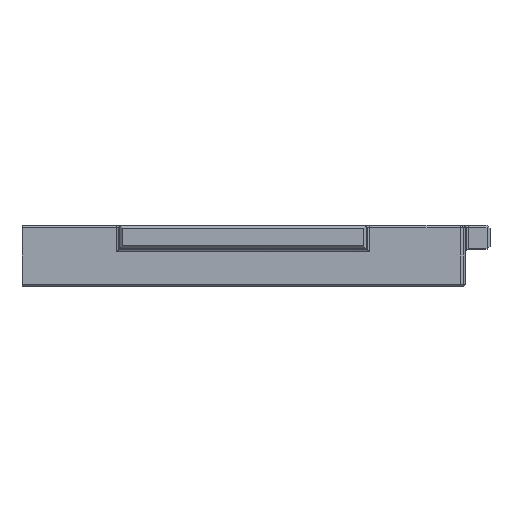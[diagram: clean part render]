
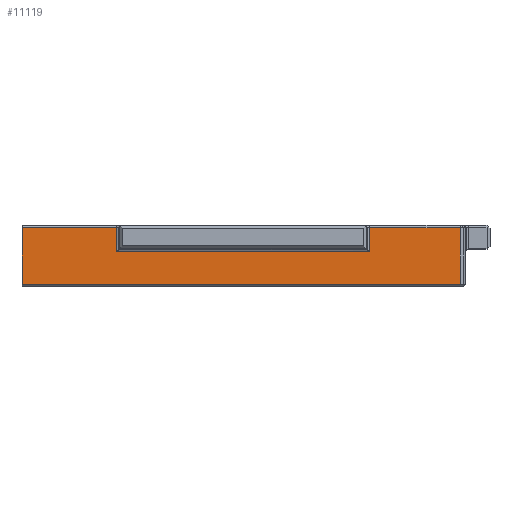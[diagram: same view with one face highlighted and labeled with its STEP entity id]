
A CAD part, top view. The second image highlights one B-rep face of the part: STEP entity #11119.
In plain terms, the highlighted planar face has unit normal (0, 0, 1).
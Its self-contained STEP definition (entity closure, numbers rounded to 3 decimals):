
#15 = DIRECTION ( 'NONE',  ( 1., 0., 0. ) ) ;
#42 = LINE ( 'NONE', #10254, #12870 ) ;
#188 = EDGE_CURVE ( 'NONE', #8359, #4179, #11477, .T. ) ;
#1456 = VERTEX_POINT ( 'NONE', #4980 ) ;
#1746 = EDGE_CURVE ( 'NONE', #7844, #15749, #8387, .T. ) ;
#1765 = LINE ( 'NONE', #2696, #16349 ) ;
#1882 = CARTESIAN_POINT ( 'NONE',  ( 100.3, 8., 59.8 ) ) ;
#2083 = ORIENTED_EDGE ( 'NONE', *, *, #11273, .F. ) ;
#2187 = CARTESIAN_POINT ( 'NONE',  ( 119.4, 14.6, 59.8 ) ) ;
#2480 = CARTESIAN_POINT ( 'NONE',  ( 170.6, 14.6, 59.8 ) ) ;
#2572 = LINE ( 'NONE', #7676, #14616 ) ;
#2696 = CARTESIAN_POINT ( 'NONE',  ( 167.525, 8., 59.8 ) ) ;
#3121 = VECTOR ( 'NONE', #10240, 1000. ) ;
#3262 = AXIS2_PLACEMENT_3D ( 'NONE', #6374, #11468, #15 ) ;
#3413 = DIRECTION ( 'NONE',  ( 0., -1., 0. ) ) ;
#3532 = DIRECTION ( 'NONE',  ( 0., -1., 0. ) ) ;
#4179 = VERTEX_POINT ( 'NONE', #10549 ) ;
#4515 = EDGE_LOOP ( 'NONE', ( #12369, #2083, #15207, #12412, #12164, #6141, #5791, #10558 ) ) ;
#4609 = CARTESIAN_POINT ( 'NONE',  ( 119.4, 22.6, 59.8 ) ) ;
#4980 = CARTESIAN_POINT ( 'NONE',  ( 189., 19.5, 59.8 ) ) ;
#5126 = LINE ( 'NONE', #8905, #3121 ) ;
#5134 = CARTESIAN_POINT ( 'NONE',  ( 180., 19.5, 59.8 ) ) ;
#5510 = CARTESIAN_POINT ( 'NONE',  ( 100.3, 19.5, 59.8 ) ) ;
#5791 = ORIENTED_EDGE ( 'NONE', *, *, #1746, .F. ) ;
#6141 = ORIENTED_EDGE ( 'NONE', *, *, #14135, .F. ) ;
#6374 = CARTESIAN_POINT ( 'NONE',  ( -79.7, 27.6, 59.8 ) ) ;
#6842 = VERTEX_POINT ( 'NONE', #9945 ) ;
#6871 = DIRECTION ( 'NONE',  ( -1., 0., 0. ) ) ;
#7271 = CARTESIAN_POINT ( 'NONE',  ( 119.4, 19.5, 59.8 ) ) ;
#7487 = LINE ( 'NONE', #5134, #9431 ) ;
#7676 = CARTESIAN_POINT ( 'NONE',  ( 189., 27.6, 59.8 ) ) ;
#7745 = VERTEX_POINT ( 'NONE', #5510 ) ;
#7844 = VERTEX_POINT ( 'NONE', #7271 ) ;
#8359 = VERTEX_POINT ( 'NONE', #2480 ) ;
#8363 = VECTOR ( 'NONE', #3413, 1000. ) ;
#8387 = LINE ( 'NONE', #4609, #13391 ) ;
#8825 = DIRECTION ( 'NONE',  ( 1., 0., 0. ) ) ;
#8868 = EDGE_CURVE ( 'NONE', #7745, #7844, #5126, .T. ) ;
#8905 = CARTESIAN_POINT ( 'NONE',  ( 180., 19.5, 59.8 ) ) ;
#9403 = EDGE_CURVE ( 'NONE', #1456, #6842, #2572, .T. ) ;
#9431 = VECTOR ( 'NONE', #8825, 1000. ) ;
#9749 = VECTOR ( 'NONE', #10321, 1000. ) ;
#9945 = CARTESIAN_POINT ( 'NONE',  ( 189., 8., 59.8 ) ) ;
#10240 = DIRECTION ( 'NONE',  ( 1., 0., 0. ) ) ;
#10254 = CARTESIAN_POINT ( 'NONE',  ( 180., 14.6, 59.8 ) ) ;
#10321 = DIRECTION ( 'NONE',  ( 0., 1., 0. ) ) ;
#10499 = DIRECTION ( 'NONE',  ( 1., 0., 0. ) ) ;
#10549 = CARTESIAN_POINT ( 'NONE',  ( 170.6, 19.5, 59.8 ) ) ;
#10558 = ORIENTED_EDGE ( 'NONE', *, *, #8868, .F. ) ;
#11119 = ADVANCED_FACE ( 'NONE', ( #12713 ), #13717, .T. ) ;
#11273 = EDGE_CURVE ( 'NONE', #6842, #12799, #1765, .T. ) ;
#11468 = DIRECTION ( 'NONE',  ( 0., 0., 1. ) ) ;
#11477 = LINE ( 'NONE', #12479, #9749 ) ;
#11835 = EDGE_CURVE ( 'NONE', #4179, #1456, #7487, .T. ) ;
#12090 = CARTESIAN_POINT ( 'NONE',  ( 100.3, 20.325, 59.8 ) ) ;
#12164 = ORIENTED_EDGE ( 'NONE', *, *, #188, .F. ) ;
#12369 = ORIENTED_EDGE ( 'NONE', *, *, #14907, .T. ) ;
#12412 = ORIENTED_EDGE ( 'NONE', *, *, #11835, .F. ) ;
#12479 = CARTESIAN_POINT ( 'NONE',  ( 170.6, 22.6, 59.8 ) ) ;
#12713 = FACE_OUTER_BOUND ( 'NONE', #4515, .T. ) ;
#12753 = DIRECTION ( 'NONE',  ( 0., -1., 0. ) ) ;
#12799 = VERTEX_POINT ( 'NONE', #1882 ) ;
#12870 = VECTOR ( 'NONE', #10499, 1000. ) ;
#13391 = VECTOR ( 'NONE', #3532, 1000. ) ;
#13717 = PLANE ( 'NONE',  #3262 ) ;
#14135 = EDGE_CURVE ( 'NONE', #15749, #8359, #42, .T. ) ;
#14616 = VECTOR ( 'NONE', #12753, 1000. ) ;
#14907 = EDGE_CURVE ( 'NONE', #7745, #12799, #16112, .T. ) ;
#15207 = ORIENTED_EDGE ( 'NONE', *, *, #9403, .F. ) ;
#15749 = VERTEX_POINT ( 'NONE', #2187 ) ;
#16112 = LINE ( 'NONE', #12090, #8363 ) ;
#16349 = VECTOR ( 'NONE', #6871, 1000. ) ;
